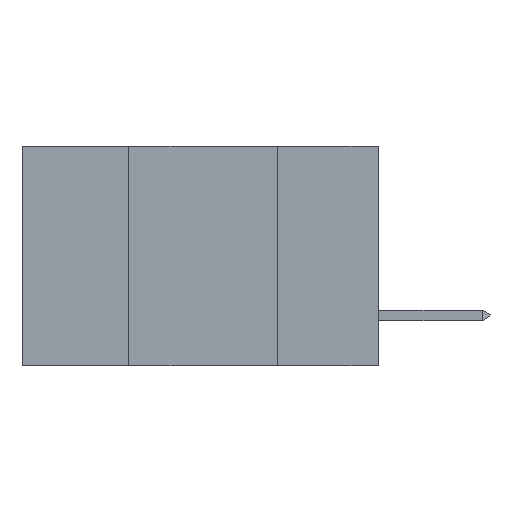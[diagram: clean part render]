
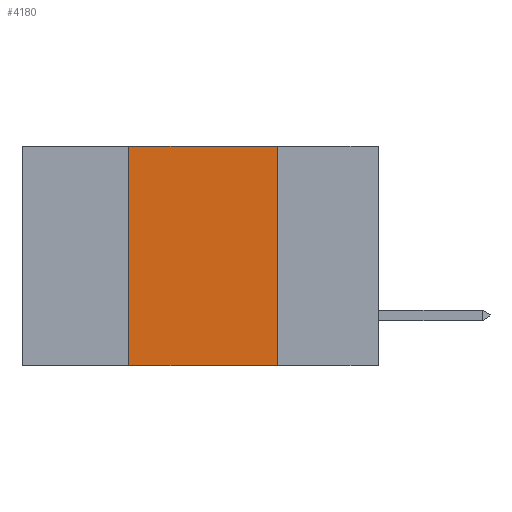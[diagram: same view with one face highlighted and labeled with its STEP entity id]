
A CAD part, left-side view. The second image highlights one B-rep face of the part: STEP entity #4180.
In plain terms, the highlighted planar face has unit normal (-1, 0, 0).
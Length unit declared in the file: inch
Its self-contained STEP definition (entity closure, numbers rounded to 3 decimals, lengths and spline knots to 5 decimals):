
#1253 = VERTEX_POINT ( 'NONE', #11402 ) ;
#1285 = EDGE_LOOP ( 'NONE', ( #8902, #5709, #8293, #8072 ) ) ;
#1638 = VECTOR ( 'NONE', #15856, 39.37008 ) ;
#2274 = CARTESIAN_POINT ( 'NONE',  ( 0., 0.17, -0.37 ) ) ;
#2375 = LINE ( 'NONE', #2274, #16919 ) ;
#2380 = AXIS2_PLACEMENT_3D ( 'NONE', #13027, #7096, #5724 ) ;
#4180 = ADVANCED_FACE ( 'NONE', ( #13998 ), #7381, .F. ) ;
#4314 = VECTOR ( 'NONE', #10080, 39.37008 ) ;
#5709 = ORIENTED_EDGE ( 'NONE', *, *, #11408, .F. ) ;
#5711 = CARTESIAN_POINT ( 'NONE',  ( 0., 0.6, 0. ) ) ;
#5724 = DIRECTION ( 'NONE',  ( 0., 0., -1. ) ) ;
#5731 = CARTESIAN_POINT ( 'NONE',  ( 0., 0.6, -0.37 ) ) ;
#6167 = EDGE_CURVE ( 'NONE', #8960, #1253, #12835, .T. ) ;
#7096 = DIRECTION ( 'NONE',  ( 1., 0., 0. ) ) ;
#7381 = PLANE ( 'NONE',  #2380 ) ;
#8072 = ORIENTED_EDGE ( 'NONE', *, *, #6167, .T. ) ;
#8293 = ORIENTED_EDGE ( 'NONE', *, *, #18523, .F. ) ;
#8425 = LINE ( 'NONE', #17560, #4314 ) ;
#8902 = ORIENTED_EDGE ( 'NONE', *, *, #9518, .F. ) ;
#8960 = VERTEX_POINT ( 'NONE', #18215 ) ;
#9518 = EDGE_CURVE ( 'NONE', #14681, #1253, #2375, .T. ) ;
#10080 = DIRECTION ( 'NONE',  ( 0., 0., 1. ) ) ;
#11188 = DIRECTION ( 'NONE',  ( 0., 0., -1. ) ) ;
#11374 = CARTESIAN_POINT ( 'NONE',  ( 0., 0.17, 0. ) ) ;
#11402 = CARTESIAN_POINT ( 'NONE',  ( 0., 0.17, -0.37 ) ) ;
#11408 = EDGE_CURVE ( 'NONE', #12498, #14681, #15741, .T. ) ;
#12498 = VERTEX_POINT ( 'NONE', #19084 ) ;
#12835 = LINE ( 'NONE', #5731, #1638 ) ;
#13027 = CARTESIAN_POINT ( 'NONE',  ( 0., 0.6, 0. ) ) ;
#13998 = FACE_OUTER_BOUND ( 'NONE', #1285, .T. ) ;
#14681 = VERTEX_POINT ( 'NONE', #11374 ) ;
#15390 = VECTOR ( 'NONE', #17175, 39.37008 ) ;
#15741 = LINE ( 'NONE', #5711, #15390 ) ;
#15856 = DIRECTION ( 'NONE',  ( 0., -1., 0. ) ) ;
#16919 = VECTOR ( 'NONE', #11188, 39.37008 ) ;
#17175 = DIRECTION ( 'NONE',  ( 0., -1., 0. ) ) ;
#17560 = CARTESIAN_POINT ( 'NONE',  ( 0., 0.42, -0.37 ) ) ;
#18215 = CARTESIAN_POINT ( 'NONE',  ( 0., 0.42, -0.37 ) ) ;
#18523 = EDGE_CURVE ( 'NONE', #8960, #12498, #8425, .T. ) ;
#19084 = CARTESIAN_POINT ( 'NONE',  ( 0., 0.42, 0. ) ) ;
